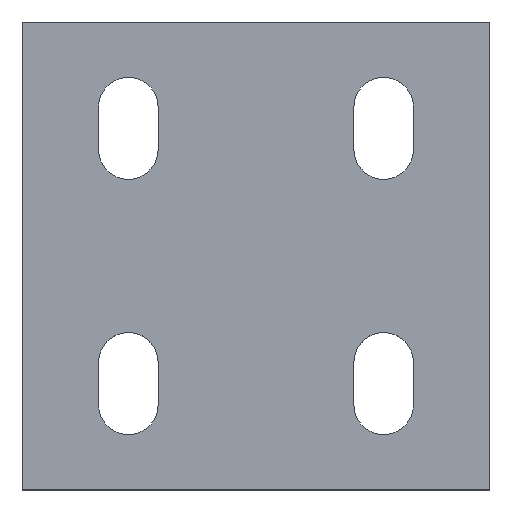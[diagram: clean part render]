
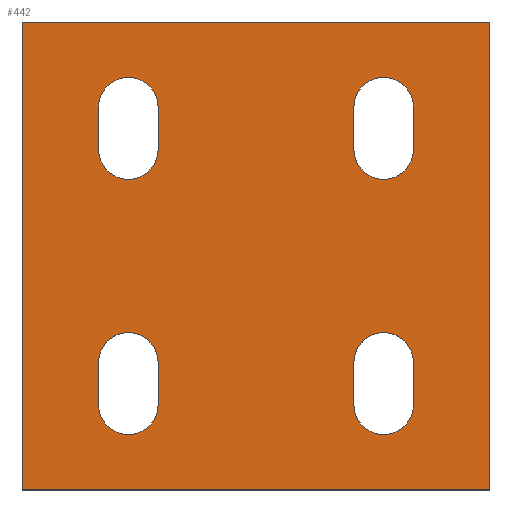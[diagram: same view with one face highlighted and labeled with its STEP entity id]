
A CAD part, top view. The second image highlights one B-rep face of the part: STEP entity #442.
In plain terms, the highlighted planar face has unit normal (0, 0, 1).
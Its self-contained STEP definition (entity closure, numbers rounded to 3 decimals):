
#19=FACE_BOUND('',#85,.T.);
#20=FACE_BOUND('',#86,.T.);
#21=FACE_BOUND('',#87,.T.);
#22=FACE_BOUND('',#88,.T.);
#36=PLANE('',#482);
#58=FACE_OUTER_BOUND('',#84,.T.);
#84=EDGE_LOOP('',(#393,#394,#395,#396));
#85=EDGE_LOOP('',(#397,#398,#399,#400));
#86=EDGE_LOOP('',(#401,#402,#403,#404));
#87=EDGE_LOOP('',(#405,#406,#407,#408));
#88=EDGE_LOOP('',(#409,#410,#411,#412));
#93=LINE('',#620,#137);
#96=LINE('',#629,#140);
#101=LINE('',#644,#145);
#104=LINE('',#653,#148);
#109=LINE('',#668,#153);
#112=LINE('',#677,#156);
#117=LINE('',#692,#161);
#120=LINE('',#701,#164);
#123=LINE('',#709,#167);
#126=LINE('',#715,#170);
#129=LINE('',#721,#173);
#132=LINE('',#725,#176);
#137=VECTOR('',#497,5.);
#140=VECTOR('',#508,5.);
#145=VECTOR('',#521,5.);
#148=VECTOR('',#532,5.);
#153=VECTOR('',#545,5.);
#156=VECTOR('',#556,5.);
#161=VECTOR('',#569,5.);
#164=VECTOR('',#580,5.);
#167=VECTOR('',#585,55.);
#170=VECTOR('',#590,55.);
#173=VECTOR('',#595,55.);
#176=VECTOR('',#600,55.);
#178=CIRCLE('',#447,3.5);
#180=CIRCLE('',#451,3.5);
#182=CIRCLE('',#455,3.5);
#184=CIRCLE('',#459,3.5);
#186=CIRCLE('',#463,3.5);
#188=CIRCLE('',#467,3.5);
#190=CIRCLE('',#471,3.5);
#192=CIRCLE('',#475,3.5);
#195=VERTEX_POINT('',#610);
#196=VERTEX_POINT('',#612);
#198=VERTEX_POINT('',#618);
#200=VERTEX_POINT('',#624);
#203=VERTEX_POINT('',#634);
#204=VERTEX_POINT('',#636);
#206=VERTEX_POINT('',#642);
#208=VERTEX_POINT('',#648);
#211=VERTEX_POINT('',#658);
#212=VERTEX_POINT('',#660);
#214=VERTEX_POINT('',#666);
#216=VERTEX_POINT('',#672);
#219=VERTEX_POINT('',#682);
#220=VERTEX_POINT('',#684);
#222=VERTEX_POINT('',#690);
#224=VERTEX_POINT('',#696);
#227=VERTEX_POINT('',#706);
#228=VERTEX_POINT('',#708);
#230=VERTEX_POINT('',#714);
#232=VERTEX_POINT('',#720);
#235=EDGE_CURVE('',#196,#195,#178,.T.);
#239=EDGE_CURVE('',#195,#198,#93,.T.);
#242=EDGE_CURVE('',#198,#200,#180,.T.);
#244=EDGE_CURVE('',#200,#196,#96,.T.);
#247=EDGE_CURVE('',#204,#203,#182,.T.);
#251=EDGE_CURVE('',#203,#206,#101,.T.);
#254=EDGE_CURVE('',#206,#208,#184,.T.);
#256=EDGE_CURVE('',#208,#204,#104,.T.);
#259=EDGE_CURVE('',#212,#211,#186,.T.);
#263=EDGE_CURVE('',#211,#214,#109,.T.);
#266=EDGE_CURVE('',#214,#216,#188,.T.);
#268=EDGE_CURVE('',#216,#212,#112,.T.);
#271=EDGE_CURVE('',#220,#219,#190,.T.);
#275=EDGE_CURVE('',#219,#222,#117,.T.);
#278=EDGE_CURVE('',#222,#224,#192,.T.);
#280=EDGE_CURVE('',#224,#220,#120,.T.);
#283=EDGE_CURVE('',#228,#227,#123,.T.);
#286=EDGE_CURVE('',#230,#228,#126,.T.);
#289=EDGE_CURVE('',#232,#230,#129,.T.);
#292=EDGE_CURVE('',#227,#232,#132,.T.);
#393=ORIENTED_EDGE('',*,*,#292,.T.);
#394=ORIENTED_EDGE('',*,*,#289,.T.);
#395=ORIENTED_EDGE('',*,*,#286,.T.);
#396=ORIENTED_EDGE('',*,*,#283,.T.);
#397=ORIENTED_EDGE('',*,*,#235,.T.);
#398=ORIENTED_EDGE('',*,*,#239,.T.);
#399=ORIENTED_EDGE('',*,*,#242,.T.);
#400=ORIENTED_EDGE('',*,*,#244,.T.);
#401=ORIENTED_EDGE('',*,*,#247,.T.);
#402=ORIENTED_EDGE('',*,*,#251,.T.);
#403=ORIENTED_EDGE('',*,*,#254,.T.);
#404=ORIENTED_EDGE('',*,*,#256,.T.);
#405=ORIENTED_EDGE('',*,*,#259,.T.);
#406=ORIENTED_EDGE('',*,*,#263,.T.);
#407=ORIENTED_EDGE('',*,*,#266,.T.);
#408=ORIENTED_EDGE('',*,*,#268,.T.);
#409=ORIENTED_EDGE('',*,*,#271,.T.);
#410=ORIENTED_EDGE('',*,*,#275,.T.);
#411=ORIENTED_EDGE('',*,*,#278,.T.);
#412=ORIENTED_EDGE('',*,*,#280,.T.);
#442=ADVANCED_FACE('',(#58,#19,#20,#21,#22),#36,.T.);
#447=AXIS2_PLACEMENT_3D('',#613,#490,#491);
#451=AXIS2_PLACEMENT_3D('',#626,#503,#504);
#455=AXIS2_PLACEMENT_3D('',#637,#514,#515);
#459=AXIS2_PLACEMENT_3D('',#650,#527,#528);
#463=AXIS2_PLACEMENT_3D('',#661,#538,#539);
#467=AXIS2_PLACEMENT_3D('',#674,#551,#552);
#471=AXIS2_PLACEMENT_3D('',#685,#562,#563);
#475=AXIS2_PLACEMENT_3D('',#698,#575,#576);
#482=AXIS2_PLACEMENT_3D('',#727,#603,#604);
#490=DIRECTION('center_axis',(0.,0.,-1.));
#491=DIRECTION('ref_axis',(1.,0.,0.));
#497=DIRECTION('',(0.,-1.,0.));
#503=DIRECTION('center_axis',(0.,0.,-1.));
#504=DIRECTION('ref_axis',(-1.,0.,0.));
#508=DIRECTION('',(0.,1.,0.));
#514=DIRECTION('center_axis',(0.,0.,-1.));
#515=DIRECTION('ref_axis',(1.,0.,0.));
#521=DIRECTION('',(0.,-1.,0.));
#527=DIRECTION('center_axis',(0.,0.,-1.));
#528=DIRECTION('ref_axis',(-1.,0.,0.));
#532=DIRECTION('',(0.,1.,0.));
#538=DIRECTION('center_axis',(0.,0.,-1.));
#539=DIRECTION('ref_axis',(1.,0.,0.));
#545=DIRECTION('',(0.,-1.,0.));
#551=DIRECTION('center_axis',(0.,0.,-1.));
#552=DIRECTION('ref_axis',(-1.,0.,0.));
#556=DIRECTION('',(0.,1.,0.));
#562=DIRECTION('center_axis',(0.,0.,-1.));
#563=DIRECTION('ref_axis',(1.,0.,0.));
#569=DIRECTION('',(0.,-1.,0.));
#575=DIRECTION('center_axis',(0.,0.,-1.));
#576=DIRECTION('ref_axis',(-1.,0.,0.));
#580=DIRECTION('',(0.,1.,0.));
#585=DIRECTION('',(0.,-1.,0.));
#590=DIRECTION('',(-1.,0.,0.));
#595=DIRECTION('',(0.,1.,0.));
#600=DIRECTION('',(1.,0.,0.));
#603=DIRECTION('center_axis',(0.,0.,1.));
#604=DIRECTION('ref_axis',(1.,0.,0.));
#610=CARTESIAN_POINT('',(-11.5,-12.5,3.2));
#612=CARTESIAN_POINT('',(-18.5,-12.5,3.2));
#613=CARTESIAN_POINT('Origin',(-15.,-12.5,3.2));
#618=CARTESIAN_POINT('',(-11.5,-17.5,3.2));
#620=CARTESIAN_POINT('',(-11.5,-8.75,3.2));
#624=CARTESIAN_POINT('',(-18.5,-17.5,3.2));
#626=CARTESIAN_POINT('Origin',(-15.,-17.5,3.2));
#629=CARTESIAN_POINT('',(-18.5,-6.25,3.2));
#634=CARTESIAN_POINT('',(18.5,-12.5,3.2));
#636=CARTESIAN_POINT('',(11.5,-12.5,3.2));
#637=CARTESIAN_POINT('Origin',(15.,-12.5,3.2));
#642=CARTESIAN_POINT('',(18.5,-17.5,3.2));
#644=CARTESIAN_POINT('',(18.5,-8.75,3.2));
#648=CARTESIAN_POINT('',(11.5,-17.5,3.2));
#650=CARTESIAN_POINT('Origin',(15.,-17.5,3.2));
#653=CARTESIAN_POINT('',(11.5,-6.25,3.2));
#658=CARTESIAN_POINT('',(-11.5,17.5,3.2));
#660=CARTESIAN_POINT('',(-18.5,17.5,3.2));
#661=CARTESIAN_POINT('Origin',(-15.,17.5,3.2));
#666=CARTESIAN_POINT('',(-11.5,12.5,3.2));
#668=CARTESIAN_POINT('',(-11.5,6.25,3.2));
#672=CARTESIAN_POINT('',(-18.5,12.5,3.2));
#674=CARTESIAN_POINT('Origin',(-15.,12.5,3.2));
#677=CARTESIAN_POINT('',(-18.5,8.75,3.2));
#682=CARTESIAN_POINT('',(18.5,17.5,3.2));
#684=CARTESIAN_POINT('',(11.5,17.5,3.2));
#685=CARTESIAN_POINT('Origin',(15.,17.5,3.2));
#690=CARTESIAN_POINT('',(18.5,12.5,3.2));
#692=CARTESIAN_POINT('',(18.5,6.25,3.2));
#696=CARTESIAN_POINT('',(11.5,12.5,3.2));
#698=CARTESIAN_POINT('Origin',(15.,12.5,3.2));
#701=CARTESIAN_POINT('',(11.5,8.75,3.2));
#706=CARTESIAN_POINT('',(-27.5,-27.5,3.2));
#708=CARTESIAN_POINT('',(-27.5,27.5,3.2));
#709=CARTESIAN_POINT('',(-27.5,-27.5,3.2));
#714=CARTESIAN_POINT('',(27.5,27.5,3.2));
#715=CARTESIAN_POINT('',(-27.5,27.5,3.2));
#720=CARTESIAN_POINT('',(27.5,-27.5,3.2));
#721=CARTESIAN_POINT('',(27.5,27.5,3.2));
#725=CARTESIAN_POINT('',(27.5,-27.5,3.2));
#727=CARTESIAN_POINT('Origin',(0.,0.,3.2));
